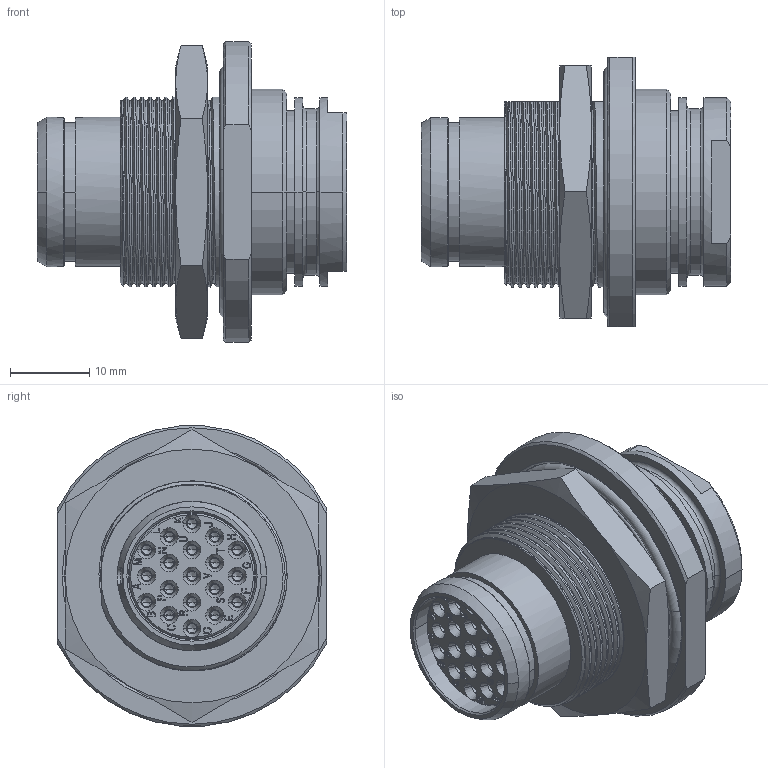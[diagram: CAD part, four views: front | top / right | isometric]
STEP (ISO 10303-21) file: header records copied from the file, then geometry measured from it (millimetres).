
FILE_DESCRIPTION((''),'2;1');
FILE_NAME('1332EVR319FZ','2024-07-30T15:10:52',('paultorloting'),('NET AG system integration'),'CREO PARAMETRIC BY PTC INC, 2021404','CREO PARAMETRIC BY PTC INC, 2021404','');
FILE_SCHEMA(('AUTOMOTIVE_DESIGN { 1 0 10303 214 1 1 1 1 }'));
Products named in the file (1): 1332EVR319FZ
Bounding box: 39.1 x 34 x 37.86 mm (x, y, z)
Volume: 13058.2 mm3; surface area: 15014.6 mm2
Topology: 1 solids, 1 shells, 1674 faces, 4409 edges, 2829 vertices
Faces by surface type: plane 940, cylinder 397, cone 159, torus 140, bspline 38
Entity records: 70315 total; most frequent: CARTESIAN_POINT 18290, ORIENTED_EDGE 8742, DIRECTION 8555, EDGE_CURVE 4371, AXIS2_PLACEMENT_3D 2986, VERTEX_POINT 2829, VECTOR 2580, LINE 2580
